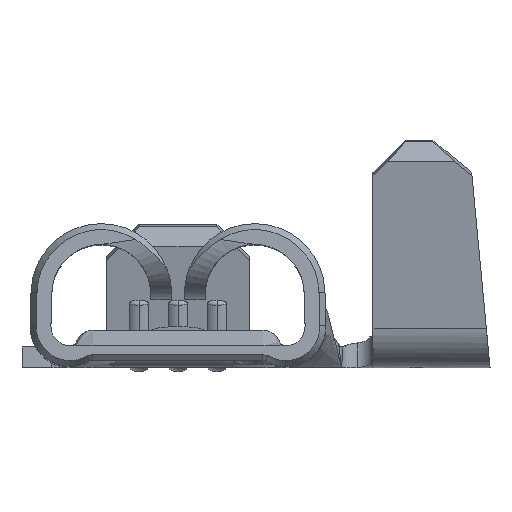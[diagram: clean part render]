
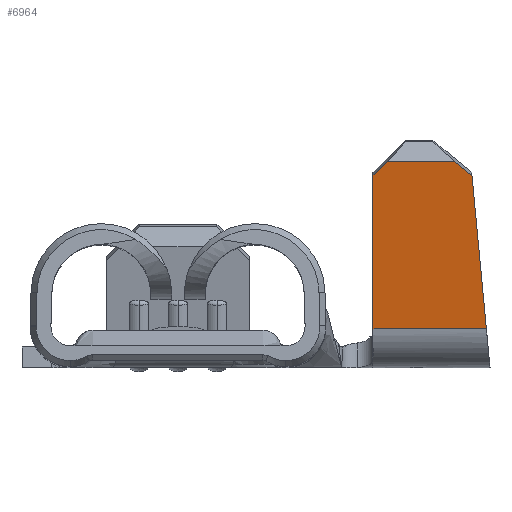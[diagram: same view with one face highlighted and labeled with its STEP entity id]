
A CAD part, top view. The second image highlights one B-rep face of the part: STEP entity #6964.
In plain terms, the highlighted planar face has unit normal (0, -0.169, 0.986).
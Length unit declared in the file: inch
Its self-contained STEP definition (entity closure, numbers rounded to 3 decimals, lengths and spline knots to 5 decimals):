
#1 = VECTOR ( 'NONE', #1026, 39.37008 ) ;
#140 = EDGE_CURVE ( 'NONE', #9610, #11695, #12857, .T. ) ;
#171 = FACE_OUTER_BOUND ( 'NONE', #4033, .T. ) ;
#228 = EDGE_CURVE ( 'NONE', #12195, #2229, #6218, .T. ) ;
#731 = PLANE ( 'NONE',  #3282 ) ;
#1026 = DIRECTION ( 'NONE',  ( 0., 0.986, 0.169 ) ) ;
#1668 = ORIENTED_EDGE ( 'NONE', *, *, #7963, .F. ) ;
#1771 = DIRECTION ( 'NONE',  ( 0., 0.986, 0.169 ) ) ;
#2041 = VECTOR ( 'NONE', #10963, 39.37008 ) ;
#2229 = VERTEX_POINT ( 'NONE', #5576 ) ;
#3187 = VERTEX_POINT ( 'NONE', #11244 ) ;
#3282 = AXIS2_PLACEMENT_3D ( 'NONE', #12935, #7911, #1771 ) ;
#3372 = VECTOR ( 'NONE', #8355, 39.37008 ) ;
#3436 = ORIENTED_EDGE ( 'NONE', *, *, #7741, .T. ) ;
#4033 = EDGE_LOOP ( 'NONE', ( #6747, #12643, #9654, #5272, #1668, #3436 ) ) ;
#4531 = DIRECTION ( 'NONE',  ( 1., 0., 0. ) ) ;
#4567 = CARTESIAN_POINT ( 'NONE',  ( 0.16114, 0.14664, -0.4565 ) ) ;
#4866 = CARTESIAN_POINT ( 'NONE',  ( 0.23646, 0.02581, -0.47717 ) ) ;
#5272 = ORIENTED_EDGE ( 'NONE', *, *, #228, .T. ) ;
#5430 = LINE ( 'NONE', #12149, #1 ) ;
#5576 = CARTESIAN_POINT ( 'NONE',  ( 0.15, 0.13566, -0.45838 ) ) ;
#6218 = LINE ( 'NONE', #8929, #9547 ) ;
#6406 = VECTOR ( 'NONE', #4531, 39.37008 ) ;
#6588 = CARTESIAN_POINT ( 'NONE',  ( 0.15, 0.01793, -0.47852 ) ) ;
#6747 = ORIENTED_EDGE ( 'NONE', *, *, #7067, .T. ) ;
#6964 = ADVANCED_FACE ( 'NONE', ( #171 ), #731, .F. ) ;
#7067 = EDGE_CURVE ( 'NONE', #13012, #9610, #9755, .T. ) ;
#7177 = EDGE_CURVE ( 'NONE', #12195, #11695, #8793, .T. ) ;
#7505 = CARTESIAN_POINT ( 'NONE',  ( 0.21286, 0.14664, -0.4565 ) ) ;
#7741 = EDGE_CURVE ( 'NONE', #3187, #13012, #9426, .T. ) ;
#7911 = DIRECTION ( 'NONE',  ( 0., 0.169, -0.986 ) ) ;
#7963 = EDGE_CURVE ( 'NONE', #3187, #2229, #5430, .T. ) ;
#8355 = DIRECTION ( 'NONE',  ( 1., 0., 0. ) ) ;
#8793 = LINE ( 'NONE', #11395, #3372 ) ;
#8929 = CARTESIAN_POINT ( 'NONE',  ( 0.15, 0.13566, -0.45838 ) ) ;
#8966 = DIRECTION ( 'NONE',  ( -0.707, -0.697, -0.119 ) ) ;
#9366 = CARTESIAN_POINT ( 'NONE',  ( 0.23719, 0.01793, -0.47852 ) ) ;
#9426 = LINE ( 'NONE', #6588, #6406 ) ;
#9547 = VECTOR ( 'NONE', #8966, 39.37008 ) ;
#9610 = VERTEX_POINT ( 'NONE', #12686 ) ;
#9654 = ORIENTED_EDGE ( 'NONE', *, *, #7177, .F. ) ;
#9755 = LINE ( 'NONE', #4866, #12147 ) ;
#10944 = CARTESIAN_POINT ( 'NONE',  ( 0.19602, 0.16043, -0.45414 ) ) ;
#10963 = DIRECTION ( 'NONE',  ( -0.769, 0.63, 0.108 ) ) ;
#11121 = DIRECTION ( 'NONE',  ( -0.092, 0.982, 0.168 ) ) ;
#11244 = CARTESIAN_POINT ( 'NONE',  ( 0.15, 0.01793, -0.47852 ) ) ;
#11395 = CARTESIAN_POINT ( 'NONE',  ( 0.15, 0.14664, -0.4565 ) ) ;
#11695 = VERTEX_POINT ( 'NONE', #7505 ) ;
#12147 = VECTOR ( 'NONE', #11121, 39.37008 ) ;
#12149 = CARTESIAN_POINT ( 'NONE',  ( 0.15, 0.01793, -0.47852 ) ) ;
#12195 = VERTEX_POINT ( 'NONE', #4567 ) ;
#12643 = ORIENTED_EDGE ( 'NONE', *, *, #140, .T. ) ;
#12686 = CARTESIAN_POINT ( 'NONE',  ( 0.22615, 0.13576, -0.45836 ) ) ;
#12857 = LINE ( 'NONE', #10944, #2041 ) ;
#12935 = CARTESIAN_POINT ( 'NONE',  ( 0.15, 0.01793, -0.47852 ) ) ;
#13012 = VERTEX_POINT ( 'NONE', #9366 ) ;
